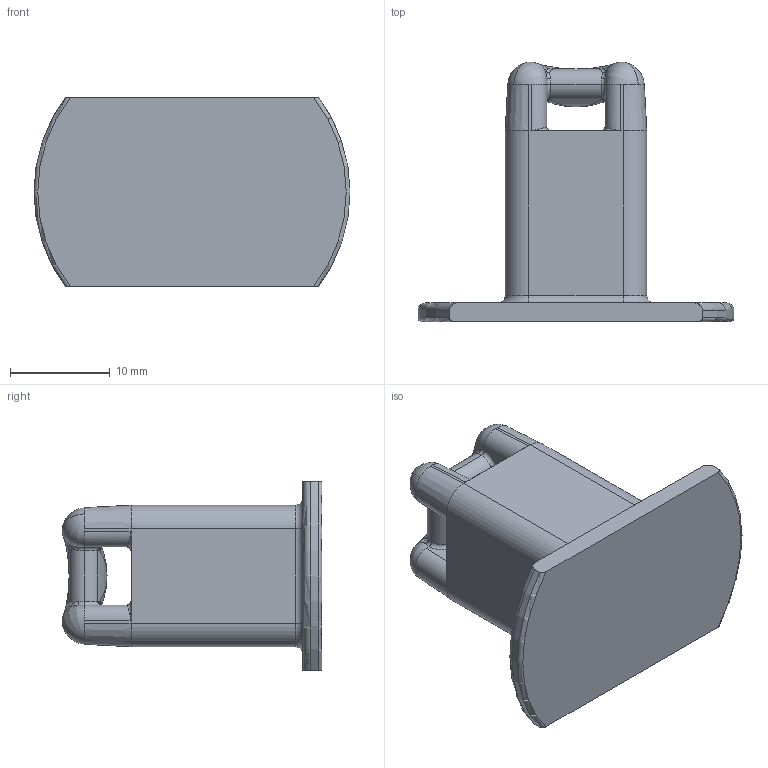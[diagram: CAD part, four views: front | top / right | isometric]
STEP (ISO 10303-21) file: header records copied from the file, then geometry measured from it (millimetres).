
FILE_DESCRIPTION (( 'STEP AP214' ), '1' );
FILE_NAME ('cb4564v3-16p750.STEP', '2020-03-05T23:51:48', ( '' ), ( '' ), 'SwSTEP 2.0', 'SolidWorks 2019', '' );
FILE_SCHEMA (( 'AUTOMOTIVE_DESIGN' ));
Length unit declared in the file: inch
Products named in the file (1): cb4564v3-16p750
Bounding box: 31.75 x 26.1 x 19.05 mm (x, y, z)
Volume: 3361.6 mm3; surface area: 3451 mm2
Topology: 1 solids, 1 shells, 193 faces, 510 edges, 278 vertices
Faces by surface type: bspline 90, plane 37, cylinder 36, torus 24, cone 6
Entity records: 12079 total; most frequent: CARTESIAN_POINT 8431, ORIENTED_EDGE 940, DIRECTION 496, EDGE_CURVE 470, VERTEX_POINT 276, B_SPLINE_CURVE_WITH_KNOTS 220, EDGE_LOOP 192, AXIS2_PLACEMENT_3D 192
